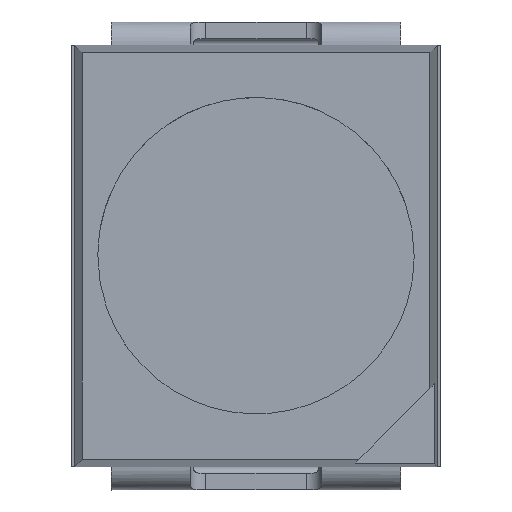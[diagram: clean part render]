
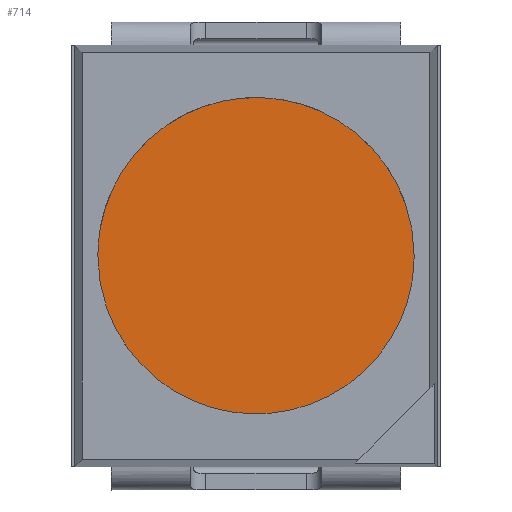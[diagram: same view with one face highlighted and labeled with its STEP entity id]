
A CAD part, top view. The second image highlights one B-rep face of the part: STEP entity #714.
In plain terms, the highlighted planar face has unit normal (0, 0, 1).
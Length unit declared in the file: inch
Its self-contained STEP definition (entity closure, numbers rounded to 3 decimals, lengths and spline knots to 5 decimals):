
#41 = B_SPLINE_CURVE_WITH_KNOTS ( 'NONE', 3,
 ( #423, #425, #280, #279, #278, #277, #276, #275, #274, #273, #272, #271, #270, #282, #269, #268, #267, #266, #61, #907, #908, #909, #910, #911, #912, #913, #914, #915, #916, #917, #918, #919, #920, #921 ),
 .UNSPECIFIED., .F., .F.,
 ( 4, 2, 2, 1, 1, 2, 2, 2, 1, 1, 2, 2, 2, 1, 1, 2, 2, 2, 1, 1, 4 ),
 ( 0., 0.00047, 0.00053, 0.00059, 0.00071, 0.00094, 0.00142, 0.00147, 0.00153, 0.00165, 0.00189, 0.00236, 0.00242, 0.00248, 0.00259, 0.00283, 0.0033, 0.00336, 0.00342, 0.00354, 0.00377 ),
 .UNSPECIFIED. ) ;
#43 = B_SPLINE_CURVE_WITH_KNOTS ( 'NONE', 3,
 ( #424, #957, #958, #959, #960, #961, #962, #963, #964, #965, #966, #967, #968, #969, #970, #971, #972, #973, #974, #975, #976, #977, #978, #979, #980, #981, #982, #983, #984, #985, #986, #987, #988, #989 ),
 .UNSPECIFIED., .F., .F.,
 ( 4, 2, 2, 1, 1, 2, 2, 2, 1, 1, 2, 2, 2, 1, 1, 2, 2, 2, 1, 1, 4 ),
 ( 0., 0.00047, 0.00053, 0.00059, 0.00071, 0.00094, 0.00142, 0.00147, 0.00153, 0.00165, 0.00189, 0.00236, 0.00242, 0.00248, 0.00259, 0.00283, 0.0033, 0.00336, 0.00342, 0.00354, 0.00377 ),
 .UNSPECIFIED. ) ;
#55 = EDGE_CURVE ( 'NONE', #528, #527, #41, .T. ) ;
#57 = EDGE_CURVE ( 'NONE', #527, #528, #43, .T. ) ;
#61 = CARTESIAN_POINT ( 'NONE',  ( 0.01181, -0.04614, -0.00082 ) ) ;
#266 = CARTESIAN_POINT ( 'NONE',  ( 0.00601, -0.04724, -0.00082 ) ) ;
#267 = CARTESIAN_POINT ( 'NONE',  ( -0.003, -0.04724, -0.00082 ) ) ;
#268 = CARTESIAN_POINT ( 'NONE',  ( -0.00743, -0.04683, -0.00082 ) ) ;
#269 = CARTESIAN_POINT ( 'NONE',  ( -0.01246, -0.04562, -0.00082 ) ) ;
#270 = CARTESIAN_POINT ( 'NONE',  ( -0.01599, -0.04446, -0.00082 ) ) ;
#271 = CARTESIAN_POINT ( 'NONE',  ( -0.01663, -0.04423, -0.00082 ) ) ;
#272 = CARTESIAN_POINT ( 'NONE',  ( -0.02345, -0.04153, -0.00082 ) ) ;
#273 = CARTESIAN_POINT ( 'NONE',  ( -0.0288, -0.03802, -0.00082 ) ) ;
#274 = CARTESIAN_POINT ( 'NONE',  ( -0.03571, -0.0311, -0.00082 ) ) ;
#275 = CARTESIAN_POINT ( 'NONE',  ( -0.03876, -0.02737, -0.00082 ) ) ;
#276 = CARTESIAN_POINT ( 'NONE',  ( -0.04158, -0.02254, -0.00082 ) ) ;
#277 = CARTESIAN_POINT ( 'NONE',  ( -0.04264, -0.02037, -0.00082 ) ) ;
#278 = CARTESIAN_POINT ( 'NONE',  ( -0.04331, -0.0189, -0.00082 ) ) ;
#279 = CARTESIAN_POINT ( 'NONE',  ( -0.04365, -0.01809, -0.00082 ) ) ;
#280 = CARTESIAN_POINT ( 'NONE',  ( -0.04613, -0.01183, -0.00082 ) ) ;
#282 = CARTESIAN_POINT ( 'NONE',  ( -0.01458, -0.04495, -0.00082 ) ) ;
#423 = CARTESIAN_POINT ( 'NONE',  ( -0.04724, 0., -0.00082 ) ) ;
#424 = CARTESIAN_POINT ( 'NONE',  ( 0.04724, 0., -0.00082 ) ) ;
#425 = CARTESIAN_POINT ( 'NONE',  ( -0.04723, -0.00603, -0.00082 ) ) ;
#527 = VERTEX_POINT ( 'NONE', #2186 ) ;
#528 = VERTEX_POINT ( 'NONE', #2187 ) ;
#714 = ADVANCED_FACE ( 'NONE', ( #1931 ), #2376, .T. ) ;
#769 = ORIENTED_EDGE ( 'NONE', *, *, #57, .T. ) ;
#770 = ORIENTED_EDGE ( 'NONE', *, *, #55, .T. ) ;
#794 = EDGE_LOOP ( 'NONE', ( #769, #770 ) ) ;
#907 = CARTESIAN_POINT ( 'NONE',  ( 0.01809, -0.04365, -0.00082 ) ) ;
#908 = CARTESIAN_POINT ( 'NONE',  ( 0.0189, -0.04331, -0.00082 ) ) ;
#909 = CARTESIAN_POINT ( 'NONE',  ( 0.02037, -0.04264, -0.00082 ) ) ;
#910 = CARTESIAN_POINT ( 'NONE',  ( 0.02254, -0.04158, -0.00082 ) ) ;
#911 = CARTESIAN_POINT ( 'NONE',  ( 0.02737, -0.03876, -0.00082 ) ) ;
#912 = CARTESIAN_POINT ( 'NONE',  ( 0.0311, -0.03571, -0.00082 ) ) ;
#913 = CARTESIAN_POINT ( 'NONE',  ( 0.03802, -0.0288, -0.00082 ) ) ;
#914 = CARTESIAN_POINT ( 'NONE',  ( 0.04153, -0.02345, -0.00082 ) ) ;
#915 = CARTESIAN_POINT ( 'NONE',  ( 0.04423, -0.01663, -0.00082 ) ) ;
#916 = CARTESIAN_POINT ( 'NONE',  ( 0.04446, -0.016, -0.00082 ) ) ;
#917 = CARTESIAN_POINT ( 'NONE',  ( 0.04494, -0.01459, -0.00082 ) ) ;
#918 = CARTESIAN_POINT ( 'NONE',  ( 0.04561, -0.01247, -0.00082 ) ) ;
#919 = CARTESIAN_POINT ( 'NONE',  ( 0.04682, -0.00745, -0.00082 ) ) ;
#920 = CARTESIAN_POINT ( 'NONE',  ( 0.04724, -0.00302, -0.00082 ) ) ;
#921 = CARTESIAN_POINT ( 'NONE',  ( 0.04724, 0., -0.00082 ) ) ;
#957 = CARTESIAN_POINT ( 'NONE',  ( 0.04723, 0.00603, -0.00082 ) ) ;
#958 = CARTESIAN_POINT ( 'NONE',  ( 0.04613, 0.01183, -0.00082 ) ) ;
#959 = CARTESIAN_POINT ( 'NONE',  ( 0.04365, 0.01809, -0.00082 ) ) ;
#960 = CARTESIAN_POINT ( 'NONE',  ( 0.04331, 0.0189, -0.00082 ) ) ;
#961 = CARTESIAN_POINT ( 'NONE',  ( 0.04264, 0.02037, -0.00082 ) ) ;
#962 = CARTESIAN_POINT ( 'NONE',  ( 0.04158, 0.02254, -0.00082 ) ) ;
#963 = CARTESIAN_POINT ( 'NONE',  ( 0.03876, 0.02737, -0.00082 ) ) ;
#964 = CARTESIAN_POINT ( 'NONE',  ( 0.03571, 0.0311, -0.00082 ) ) ;
#965 = CARTESIAN_POINT ( 'NONE',  ( 0.0288, 0.03802, -0.00082 ) ) ;
#966 = CARTESIAN_POINT ( 'NONE',  ( 0.02345, 0.04153, -0.00082 ) ) ;
#967 = CARTESIAN_POINT ( 'NONE',  ( 0.01663, 0.04423, -0.00082 ) ) ;
#968 = CARTESIAN_POINT ( 'NONE',  ( 0.01599, 0.04446, -0.00082 ) ) ;
#969 = CARTESIAN_POINT ( 'NONE',  ( 0.01458, 0.04495, -0.00082 ) ) ;
#970 = CARTESIAN_POINT ( 'NONE',  ( 0.01246, 0.04562, -0.00082 ) ) ;
#971 = CARTESIAN_POINT ( 'NONE',  ( 0.00743, 0.04683, -0.00082 ) ) ;
#972 = CARTESIAN_POINT ( 'NONE',  ( 0.003, 0.04724, -0.00082 ) ) ;
#973 = CARTESIAN_POINT ( 'NONE',  ( -0.00601, 0.04724, -0.00082 ) ) ;
#974 = CARTESIAN_POINT ( 'NONE',  ( -0.01181, 0.04614, -0.00082 ) ) ;
#975 = CARTESIAN_POINT ( 'NONE',  ( -0.01809, 0.04365, -0.00082 ) ) ;
#976 = CARTESIAN_POINT ( 'NONE',  ( -0.0189, 0.04331, -0.00082 ) ) ;
#977 = CARTESIAN_POINT ( 'NONE',  ( -0.02037, 0.04264, -0.00082 ) ) ;
#978 = CARTESIAN_POINT ( 'NONE',  ( -0.02254, 0.04158, -0.00082 ) ) ;
#979 = CARTESIAN_POINT ( 'NONE',  ( -0.02737, 0.03876, -0.00082 ) ) ;
#980 = CARTESIAN_POINT ( 'NONE',  ( -0.0311, 0.03571, -0.00082 ) ) ;
#981 = CARTESIAN_POINT ( 'NONE',  ( -0.03802, 0.0288, -0.00082 ) ) ;
#982 = CARTESIAN_POINT ( 'NONE',  ( -0.04153, 0.02345, -0.00082 ) ) ;
#983 = CARTESIAN_POINT ( 'NONE',  ( -0.04423, 0.01663, -0.00082 ) ) ;
#984 = CARTESIAN_POINT ( 'NONE',  ( -0.04446, 0.016, -0.00082 ) ) ;
#985 = CARTESIAN_POINT ( 'NONE',  ( -0.04494, 0.01459, -0.00082 ) ) ;
#986 = CARTESIAN_POINT ( 'NONE',  ( -0.04561, 0.01247, -0.00082 ) ) ;
#987 = CARTESIAN_POINT ( 'NONE',  ( -0.04682, 0.00745, -0.00082 ) ) ;
#988 = CARTESIAN_POINT ( 'NONE',  ( -0.04724, 0.00302, -0.00082 ) ) ;
#989 = CARTESIAN_POINT ( 'NONE',  ( -0.04724, 0., -0.00082 ) ) ;
#1577 = AXIS2_PLACEMENT_3D ( 'NONE', #2378, #2514, #2515 ) ;
#1931 = FACE_OUTER_BOUND ( 'NONE', #794, .T. ) ;
#2186 = CARTESIAN_POINT ( 'NONE',  ( 0.04724, 0., -0.00082 ) ) ;
#2187 = CARTESIAN_POINT ( 'NONE',  ( -0.04724, 0., -0.00082 ) ) ;
#2376 = PLANE ( 'NONE',  #1577 ) ;
#2378 = CARTESIAN_POINT ( 'NONE',  ( -0.04819, -0.04819, -0.00082 ) ) ;
#2514 = DIRECTION ( 'NONE',  ( 0., 0., 1. ) ) ;
#2515 = DIRECTION ( 'NONE',  ( 1., 0., 0. ) ) ;
